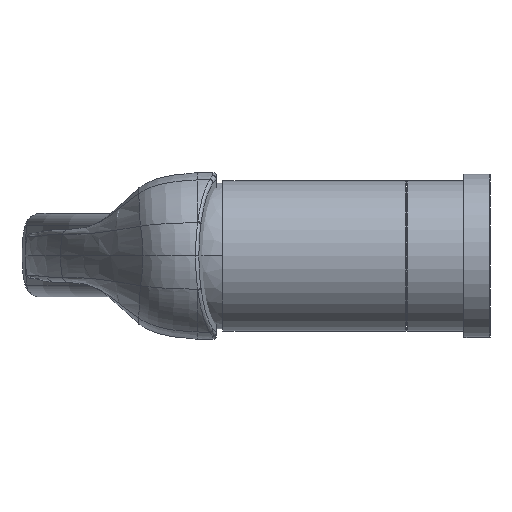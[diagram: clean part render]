
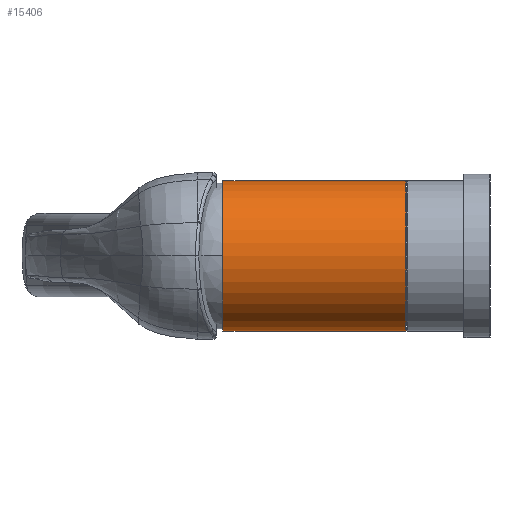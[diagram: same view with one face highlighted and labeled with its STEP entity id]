
A CAD part, left-side view. The second image highlights one B-rep face of the part: STEP entity #15406.
In plain terms, the highlighted cylindrical face has radius 22.5 mm (diameter 45 mm), a partial arc.
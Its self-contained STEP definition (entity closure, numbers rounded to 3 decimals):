
#554 = CYLINDRICAL_SURFACE ( 'NONE', #9587, 22.5 ) ;
#571 = EDGE_LOOP ( 'NONE', ( #1894, #15066, #8277, #7768 ) ) ;
#950 = DIRECTION ( 'NONE',  ( 0., 1., 0. ) ) ;
#1051 = LINE ( 'NONE', #7967, #14792 ) ;
#1833 = CARTESIAN_POINT ( 'NONE',  ( 0., 25.3, 22.5 ) ) ;
#1894 = ORIENTED_EDGE ( 'NONE', *, *, #14450, .F. ) ;
#2940 = DIRECTION ( 'NONE',  ( 0., -1., 0. ) ) ;
#3018 = CARTESIAN_POINT ( 'NONE',  ( 0., 0., -22.5 ) ) ;
#3085 = VERTEX_POINT ( 'NONE', #8936 ) ;
#4053 = DIRECTION ( 'NONE',  ( 0., -1., 0. ) ) ;
#4329 = DIRECTION ( 'NONE',  ( 0., -1., 0. ) ) ;
#4902 = VERTEX_POINT ( 'NONE', #6244 ) ;
#5769 = CARTESIAN_POINT ( 'NONE',  ( 0., 0., 0. ) ) ;
#6244 = CARTESIAN_POINT ( 'NONE',  ( 0., 25.3, -22.5 ) ) ;
#6527 = CIRCLE ( 'NONE', #14363, 22.5 ) ;
#6961 = LINE ( 'NONE', #3018, #10695 ) ;
#7033 = CARTESIAN_POINT ( 'NONE',  ( 0., 80., 22.5 ) ) ;
#7083 = DIRECTION ( 'NONE',  ( 0., -1., 0. ) ) ;
#7202 = FACE_OUTER_BOUND ( 'NONE', #571, .T. ) ;
#7768 = ORIENTED_EDGE ( 'NONE', *, *, #9783, .T. ) ;
#7967 = CARTESIAN_POINT ( 'NONE',  ( 0., 0., 22.5 ) ) ;
#8277 = ORIENTED_EDGE ( 'NONE', *, *, #15019, .T. ) ;
#8306 = DIRECTION ( 'NONE',  ( 0., 0., -1. ) ) ;
#8445 = EDGE_CURVE ( 'NONE', #10739, #3085, #6527, .T. ) ;
#8469 = CARTESIAN_POINT ( 'NONE',  ( 0., 25.3, 0. ) ) ;
#8936 = CARTESIAN_POINT ( 'NONE',  ( 0., 80., -22.5 ) ) ;
#9587 = AXIS2_PLACEMENT_3D ( 'NONE', #5769, #7083, #8306 ) ;
#9731 = DIRECTION ( 'NONE',  ( 0., 0., 1. ) ) ;
#9783 = EDGE_CURVE ( 'NONE', #4902, #10177, #13395, .T. ) ;
#10177 = VERTEX_POINT ( 'NONE', #1833 ) ;
#10451 = CARTESIAN_POINT ( 'NONE',  ( 0., 80., 0. ) ) ;
#10695 = VECTOR ( 'NONE', #4329, 1000. ) ;
#10739 = VERTEX_POINT ( 'NONE', #7033 ) ;
#11699 = DIRECTION ( 'NONE',  ( 0., 0., -1. ) ) ;
#13395 = CIRCLE ( 'NONE', #14176, 22.5 ) ;
#14176 = AXIS2_PLACEMENT_3D ( 'NONE', #8469, #950, #9731 ) ;
#14363 = AXIS2_PLACEMENT_3D ( 'NONE', #10451, #2940, #11699 ) ;
#14450 = EDGE_CURVE ( 'NONE', #10739, #10177, #1051, .T. ) ;
#14792 = VECTOR ( 'NONE', #4053, 1000. ) ;
#15019 = EDGE_CURVE ( 'NONE', #3085, #4902, #6961, .T. ) ;
#15066 = ORIENTED_EDGE ( 'NONE', *, *, #8445, .T. ) ;
#15406 = ADVANCED_FACE ( 'NONE', ( #7202 ), #554, .T. ) ;
